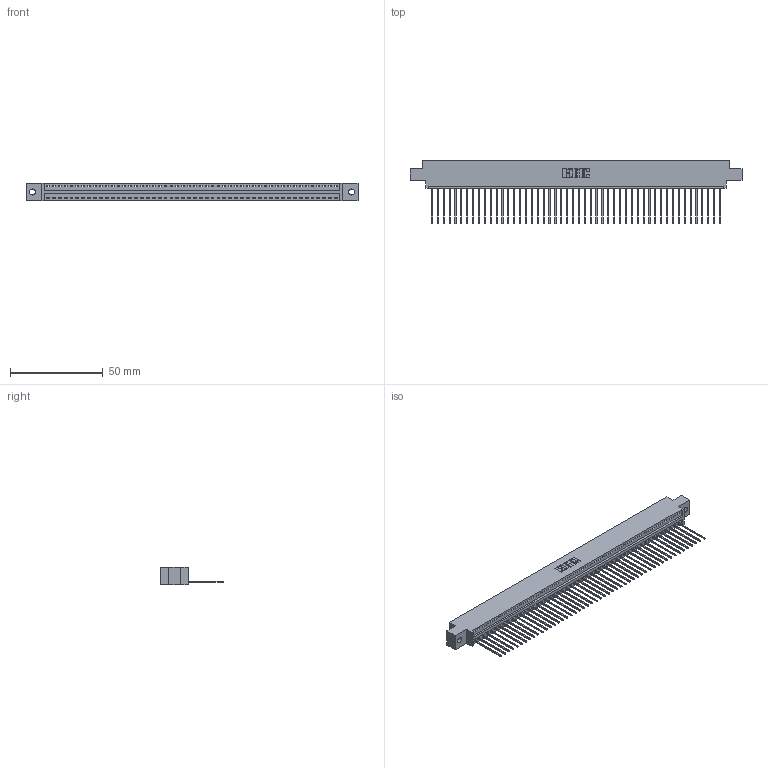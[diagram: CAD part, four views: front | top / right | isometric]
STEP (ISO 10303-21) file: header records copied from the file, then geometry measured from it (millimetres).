
FILE_DESCRIPTION (( 'STEP AP203' ), '1' );
FILE_NAME ('346-050-541-602.STEP', '2022-05-10T03:52:44', ( '' ), ( '' ), 'SwSTEP 2.0', 'SolidWorks 2020', '' );
FILE_SCHEMA (( 'CONFIG_CONTROL_DESIGN' ));
Length unit declared in the file: inch
Products named in the file (3): 346 Part_0.170 Offset - 0.128 Dia; 345-292-001_345-293-141; 346-050-541-602
Assembly tree (51 placements, depth 2):
  346-050-541-602
    346 Part_0.170 Offset - 0.128 Dia
    345-292-001_345-293-141  x50
Bounding box: 179.32 x 34.29 x 9.4 mm (x, y, z)
Volume: 17194.1 mm3; surface area: 22451.4 mm2
Topology: 51 solids, 51 shells, 3026 faces, 9141 edges, 6026 vertices
Faces by surface type: plane 2080, cylinder 946
Entity records: 30107 total; most frequent: CARTESIAN_POINT 5166, ORIENTED_EDGE 5150, DIRECTION 4547, EDGE_CURVE 2575, VECTOR 2243, LINE 2243, VERTEX_POINT 1714, AXIS2_PLACEMENT_3D 1152
